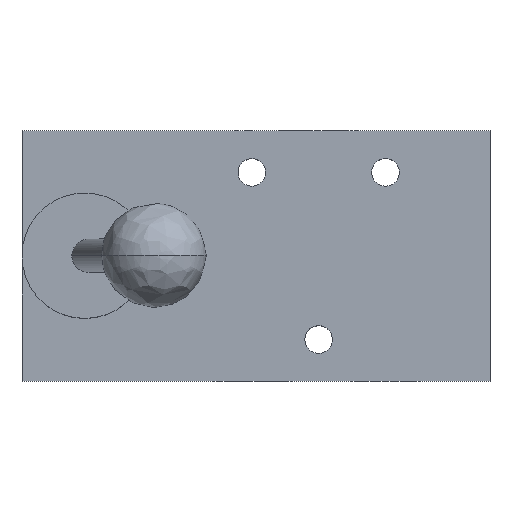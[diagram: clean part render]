
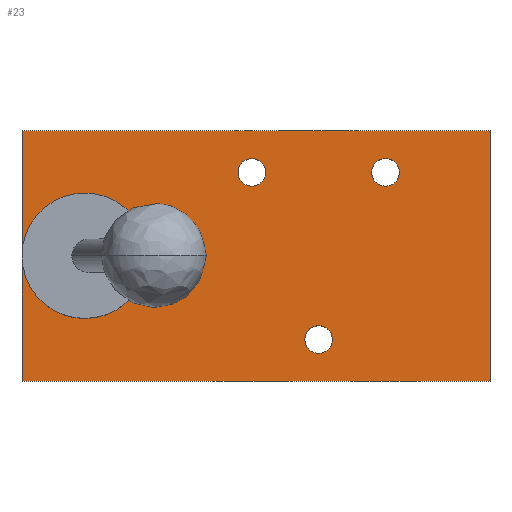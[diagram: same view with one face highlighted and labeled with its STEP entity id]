
A CAD part, top view. The second image highlights one B-rep face of the part: STEP entity #23.
In plain terms, the highlighted planar face has unit normal (0, 0, 1).
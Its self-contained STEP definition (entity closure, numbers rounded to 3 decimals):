
#8 = FACE_OUTER_BOUND ( 'NONE', #906, .T. ) ;
#19 = AXIS2_PLACEMENT_3D ( 'NONE', #298, #851, #74 ) ;
#20 = ORIENTED_EDGE ( 'NONE', *, *, #44, .F. ) ;
#23 = ADVANCED_FACE ( 'NONE', ( #541, #345, #200, #8 ), #898, .F. ) ;
#26 = DIRECTION ( 'NONE',  ( 0., 0., 1. ) ) ;
#27 = CARTESIAN_POINT ( 'NONE',  ( 3., -34., 0. ) ) ;
#36 = DIRECTION ( 'NONE',  ( 0., -1., 0. ) ) ;
#41 = CARTESIAN_POINT ( 'NONE',  ( 44., -14., 0. ) ) ;
#44 = EDGE_CURVE ( 'NONE', #373, #633, #515, .T. ) ;
#46 = DIRECTION ( 'NONE',  ( 0., -1., 0. ) ) ;
#74 = DIRECTION ( 'NONE',  ( 0., -1., 0. ) ) ;
#84 = AXIS2_PLACEMENT_3D ( 'NONE', #170, #26, #461 ) ;
#102 = DIRECTION ( 'NONE',  ( 0., -1., 0. ) ) ;
#137 = CARTESIAN_POINT ( 'NONE',  ( -12., 16., 0. ) ) ;
#141 = CIRCLE ( 'NONE', #164, 3.3 ) ;
#144 = ORIENTED_EDGE ( 'NONE', *, *, #478, .F. ) ;
#162 = CARTESIAN_POINT ( 'NONE',  ( -53., -14., 0. ) ) ;
#164 = AXIS2_PLACEMENT_3D ( 'NONE', #890, #186, #542 ) ;
#170 = CARTESIAN_POINT ( 'NONE',  ( -53., -14., 0. ) ) ;
#173 = CARTESIAN_POINT ( 'NONE',  ( 19., 2.7, 0. ) ) ;
#174 = CARTESIAN_POINT ( 'NONE',  ( -68., 16., 0. ) ) ;
#186 = DIRECTION ( 'NONE',  ( 0., 0., 1. ) ) ;
#197 = EDGE_CURVE ( 'NONE', #342, #605, #379, .T. ) ;
#200 = FACE_BOUND ( 'NONE', #551, .T. ) ;
#204 = DIRECTION ( 'NONE',  ( 0., -1., 0. ) ) ;
#206 = CARTESIAN_POINT ( 'NONE',  ( -68., 16., 0. ) ) ;
#208 = CARTESIAN_POINT ( 'NONE',  ( -12., -44., 0. ) ) ;
#214 = ORIENTED_EDGE ( 'NONE', *, *, #280, .F. ) ;
#216 = VERTEX_POINT ( 'NONE', #582 ) ;
#236 = LINE ( 'NONE', #208, #404 ) ;
#239 = EDGE_LOOP ( 'NONE', ( #850, #646 ) ) ;
#240 = VERTEX_POINT ( 'NONE', #509 ) ;
#241 = EDGE_CURVE ( 'NONE', #838, #818, #805, .T. ) ;
#243 = CARTESIAN_POINT ( 'NONE',  ( -13., 6., 0. ) ) ;
#274 = ORIENTED_EDGE ( 'NONE', *, *, #687, .F. ) ;
#277 = CARTESIAN_POINT ( 'NONE',  ( -68., -14., 0. ) ) ;
#280 = EDGE_CURVE ( 'NONE', #384, #633, #405, .T. ) ;
#283 = ORIENTED_EDGE ( 'NONE', *, *, #581, .F. ) ;
#289 = EDGE_CURVE ( 'NONE', #633, #216, #354, .T. ) ;
#298 = CARTESIAN_POINT ( 'NONE',  ( -13., 6., 0. ) ) ;
#299 = DIRECTION ( 'NONE',  ( 0., 1., 0. ) ) ;
#301 = CARTESIAN_POINT ( 'NONE',  ( 19., 6., 0. ) ) ;
#312 = LINE ( 'NONE', #41, #803 ) ;
#316 = CARTESIAN_POINT ( 'NONE',  ( -68., -44., 0. ) ) ;
#321 = DIRECTION ( 'NONE',  ( 0., 0., 1. ) ) ;
#336 = AXIS2_PLACEMENT_3D ( 'NONE', #206, #696, #554 ) ;
#339 = VECTOR ( 'NONE', #589, 1000. ) ;
#342 = VERTEX_POINT ( 'NONE', #174 ) ;
#345 = FACE_BOUND ( 'NONE', #239, .T. ) ;
#354 = CIRCLE ( 'NONE', #375, 15. ) ;
#370 = ORIENTED_EDGE ( 'NONE', *, *, #634, .F. ) ;
#373 = VERTEX_POINT ( 'NONE', #316 ) ;
#375 = AXIS2_PLACEMENT_3D ( 'NONE', #880, #396, #530 ) ;
#379 = LINE ( 'NONE', #137, #339 ) ;
#384 = VERTEX_POINT ( 'NONE', #609 ) ;
#385 = DIRECTION ( 'NONE',  ( 0., 0., 1. ) ) ;
#396 = DIRECTION ( 'NONE',  ( 0., 0., 1. ) ) ;
#404 = VECTOR ( 'NONE', #771, 1000. ) ;
#405 = CIRCLE ( 'NONE', #84, 15. ) ;
#413 = CARTESIAN_POINT ( 'NONE',  ( 44., 16., 0. ) ) ;
#441 = CARTESIAN_POINT ( 'NONE',  ( 19., 9.3, 0. ) ) ;
#455 = EDGE_CURVE ( 'NONE', #829, #654, #905, .T. ) ;
#461 = DIRECTION ( 'NONE',  ( 0., 1., 0. ) ) ;
#471 = CARTESIAN_POINT ( 'NONE',  ( 3., -34., 0. ) ) ;
#478 = EDGE_CURVE ( 'NONE', #818, #838, #141, .T. ) ;
#481 = CIRCLE ( 'NONE', #19, 3.3 ) ;
#483 = ORIENTED_EDGE ( 'NONE', *, *, #455, .F. ) ;
#486 = CARTESIAN_POINT ( 'NONE',  ( -13., 2.7, 0. ) ) ;
#509 = CARTESIAN_POINT ( 'NONE',  ( 44., -44., 0. ) ) ;
#515 = LINE ( 'NONE', #624, #894 ) ;
#517 = CARTESIAN_POINT ( 'NONE',  ( 3., -37.3, 0. ) ) ;
#518 = ORIENTED_EDGE ( 'NONE', *, *, #914, .F. ) ;
#524 = CIRCLE ( 'NONE', #574, 15. ) ;
#530 = DIRECTION ( 'NONE',  ( 0., 1., 0. ) ) ;
#541 = FACE_BOUND ( 'NONE', #625, .T. ) ;
#542 = DIRECTION ( 'NONE',  ( 0., -1., 0. ) ) ;
#550 = AXIS2_PLACEMENT_3D ( 'NONE', #471, #754, #46 ) ;
#551 = EDGE_LOOP ( 'NONE', ( #483, #518 ) ) ;
#554 = DIRECTION ( 'NONE',  ( 1., 0., 0. ) ) ;
#562 = CIRCLE ( 'NONE', #693, 3.3 ) ;
#574 = AXIS2_PLACEMENT_3D ( 'NONE', #162, #385, #736 ) ;
#578 = VERTEX_POINT ( 'NONE', #910 ) ;
#581 = EDGE_CURVE ( 'NONE', #605, #240, #312, .T. ) ;
#582 = CARTESIAN_POINT ( 'NONE',  ( -53., -29., 0. ) ) ;
#584 = DIRECTION ( 'NONE',  ( 0., 0., 1. ) ) ;
#589 = DIRECTION ( 'NONE',  ( 1., 0., 0. ) ) ;
#605 = VERTEX_POINT ( 'NONE', #413 ) ;
#609 = CARTESIAN_POINT ( 'NONE',  ( -53., 1., 0. ) ) ;
#620 = LINE ( 'NONE', #277, #845 ) ;
#623 = ORIENTED_EDGE ( 'NONE', *, *, #834, .F. ) ;
#624 = CARTESIAN_POINT ( 'NONE',  ( -68., -14., 0. ) ) ;
#625 = EDGE_LOOP ( 'NONE', ( #862, #144 ) ) ;
#633 = VERTEX_POINT ( 'NONE', #770 ) ;
#634 = EDGE_CURVE ( 'NONE', #240, #373, #236, .T. ) ;
#640 = AXIS2_PLACEMENT_3D ( 'NONE', #301, #584, #656 ) ;
#646 = ORIENTED_EDGE ( 'NONE', *, *, #739, .F. ) ;
#654 = VERTEX_POINT ( 'NONE', #902 ) ;
#656 = DIRECTION ( 'NONE',  ( 0., -1., 0. ) ) ;
#664 = VERTEX_POINT ( 'NONE', #486 ) ;
#687 = EDGE_CURVE ( 'NONE', #633, #342, #620, .T. ) ;
#693 = AXIS2_PLACEMENT_3D ( 'NONE', #243, #740, #102 ) ;
#696 = DIRECTION ( 'NONE',  ( 0., 0., -1. ) ) ;
#705 = ORIENTED_EDGE ( 'NONE', *, *, #197, .F. ) ;
#736 = DIRECTION ( 'NONE',  ( 0., 1., 0. ) ) ;
#739 = EDGE_CURVE ( 'NONE', #578, #664, #481, .T. ) ;
#740 = DIRECTION ( 'NONE',  ( 0., 0., 1. ) ) ;
#754 = DIRECTION ( 'NONE',  ( 0., 0., 1. ) ) ;
#769 = DIRECTION ( 'NONE',  ( 0., 1., 0. ) ) ;
#770 = CARTESIAN_POINT ( 'NONE',  ( -68., -14., 0. ) ) ;
#771 = DIRECTION ( 'NONE',  ( -1., 0., 0. ) ) ;
#799 = ORIENTED_EDGE ( 'NONE', *, *, #289, .F. ) ;
#803 = VECTOR ( 'NONE', #204, 1000. ) ;
#805 = CIRCLE ( 'NONE', #640, 3.3 ) ;
#818 = VERTEX_POINT ( 'NONE', #441 ) ;
#829 = VERTEX_POINT ( 'NONE', #517 ) ;
#834 = EDGE_CURVE ( 'NONE', #216, #384, #524, .T. ) ;
#838 = VERTEX_POINT ( 'NONE', #173 ) ;
#844 = CIRCLE ( 'NONE', #918, 3.3 ) ;
#845 = VECTOR ( 'NONE', #769, 1000. ) ;
#850 = ORIENTED_EDGE ( 'NONE', *, *, #887, .F. ) ;
#851 = DIRECTION ( 'NONE',  ( 0., 0., 1. ) ) ;
#862 = ORIENTED_EDGE ( 'NONE', *, *, #241, .F. ) ;
#880 = CARTESIAN_POINT ( 'NONE',  ( -53., -14., 0. ) ) ;
#887 = EDGE_CURVE ( 'NONE', #664, #578, #562, .T. ) ;
#890 = CARTESIAN_POINT ( 'NONE',  ( 19., 6., 0. ) ) ;
#894 = VECTOR ( 'NONE', #299, 1000. ) ;
#898 = PLANE ( 'NONE',  #336 ) ;
#902 = CARTESIAN_POINT ( 'NONE',  ( 3., -30.7, 0. ) ) ;
#905 = CIRCLE ( 'NONE', #550, 3.3 ) ;
#906 = EDGE_LOOP ( 'NONE', ( #370, #283, #705, #274, #214, #623, #799, #20 ) ) ;
#910 = CARTESIAN_POINT ( 'NONE',  ( -13., 9.3, 0. ) ) ;
#914 = EDGE_CURVE ( 'NONE', #654, #829, #844, .T. ) ;
#918 = AXIS2_PLACEMENT_3D ( 'NONE', #27, #321, #36 ) ;
